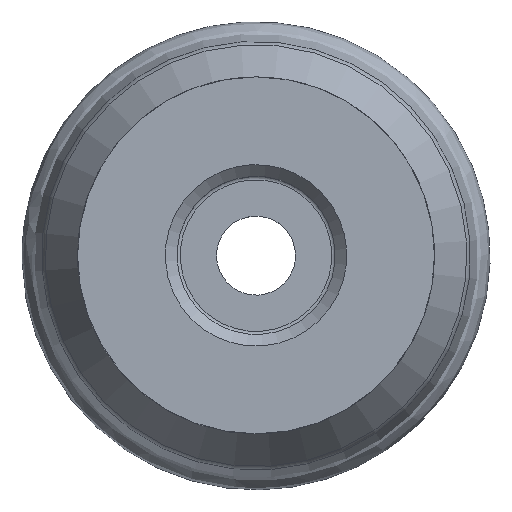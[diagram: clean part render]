
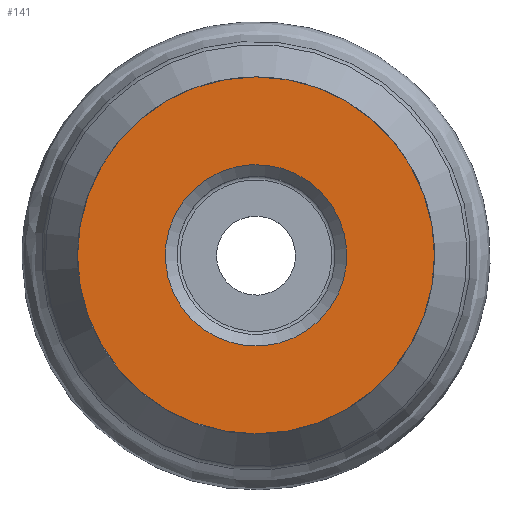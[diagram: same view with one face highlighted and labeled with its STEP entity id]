
A CAD part, top view. The second image highlights one B-rep face of the part: STEP entity #141.
In plain terms, the highlighted planar face has unit normal (0, 0, 1).
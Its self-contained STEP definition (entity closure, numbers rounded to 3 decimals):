
#117=PLANE('',#556);
#141=ADVANCED_FACE('',(#197,#198),#117,.T.);
#197=FACE_BOUND('',#246,.T.);
#198=FACE_BOUND('',#247,.T.);
#246=EDGE_LOOP('',(#294));
#247=EDGE_LOOP('',(#295));
#294=ORIENTED_EDGE('',*,*,#324,.T.);
#295=ORIENTED_EDGE('',*,*,#334,.F.);
#299=VERTEX_POINT('',#726);
#309=VERTEX_POINT('',#756);
#324=EDGE_CURVE('',#299,#299,#348,.T.);
#334=EDGE_CURVE('',#309,#309,#358,.T.);
#348=CIRCLE('',#514,30.5);
#358=CIRCLE('',#534,15.505);
#514=AXIS2_PLACEMENT_3D('',#725,#596,#597);
#534=AXIS2_PLACEMENT_3D('',#755,#636,#637);
#556=AXIS2_PLACEMENT_3D('',#788,#680,#681);
#596=DIRECTION('',(0.,0.,1.));
#597=DIRECTION('',(1.,0.,0.));
#636=DIRECTION('',(0.,0.,1.));
#637=DIRECTION('',(-0.242,0.97,0.));
#680=DIRECTION('',(0.,0.,1.));
#681=DIRECTION('',(-0.242,0.97,0.));
#725=CARTESIAN_POINT('',(0.,0.,0.));
#726=CARTESIAN_POINT('',(30.5,0.,0.));
#755=CARTESIAN_POINT('',(0.,0.,0.));
#756=CARTESIAN_POINT('',(-3.751,15.045,0.));
#788=CARTESIAN_POINT('',(-30.5,0.,0.));
